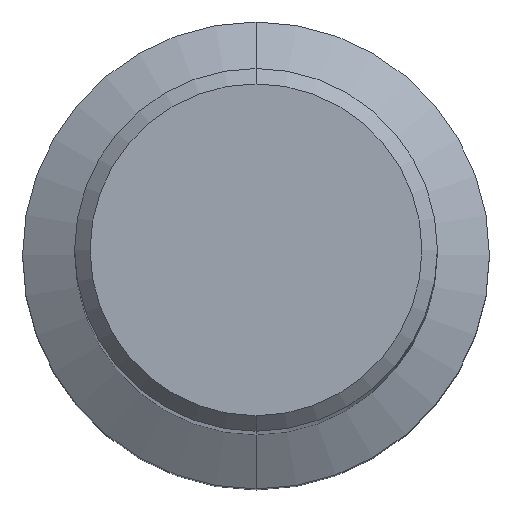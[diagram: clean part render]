
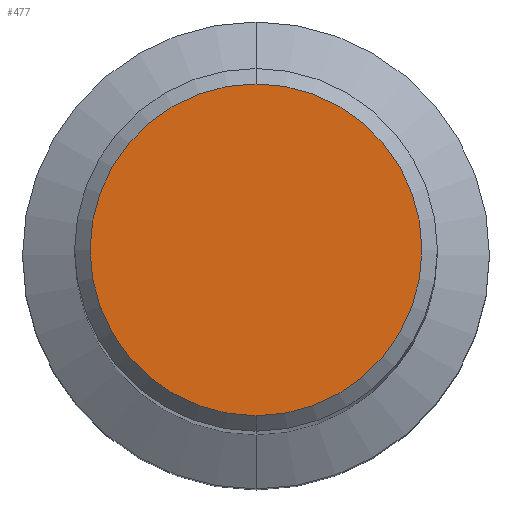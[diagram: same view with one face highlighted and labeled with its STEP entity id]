
A CAD part, top view. The second image highlights one B-rep face of the part: STEP entity #477.
In plain terms, the highlighted planar face has unit normal (0, 0, 1).
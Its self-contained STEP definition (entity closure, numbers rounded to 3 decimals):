
#261=EDGE_CURVE('',#429,#291,#659,.T.);
#291=VERTEX_POINT('',#692);
#369=EDGE_CURVE('',#291,#429,#775,.T.);
#429=VERTEX_POINT('',#842);
#477=ADVANCED_FACE('',(#894),#895,.T.);
#659=CIRCLE('',#1139,4.264);
#692=CARTESIAN_POINT('',(0.0,4.264,0.0));
#775=CIRCLE('',#1352,4.264);
#842=CARTESIAN_POINT('',(0.,-4.264,0.0));
#894=FACE_OUTER_BOUND('',#1503,.T.);
#895=PLANE('',#1504);
#1139=AXIS2_PLACEMENT_3D('',#1882,#1883,#1884);
#1352=AXIS2_PLACEMENT_3D('',#1999,#2000,#2001);
#1503=EDGE_LOOP('',(#2147,#2148));
#1504=AXIS2_PLACEMENT_3D('',#2149,#2150,#2151);
#1882=CARTESIAN_POINT('',(0.0,0.0,0.0));
#1883=DIRECTION('',(0.0,0.0,-1.0));
#1884=DIRECTION('',(0.0,1.0,0.0));
#1999=CARTESIAN_POINT('',(0.0,0.0,0.0));
#2000=DIRECTION('',(0.0,0.0,-1.0));
#2001=DIRECTION('',(0.0,1.0,0.0));
#2147=ORIENTED_EDGE('',*,*,#369,.F.);
#2148=ORIENTED_EDGE('',*,*,#261,.F.);
#2149=CARTESIAN_POINT('',(0.0,2.132,0.0));
#2150=DIRECTION('',(-0.0,0.0,1.0));
#2151=DIRECTION('',(0.0,-1.0,0.0));
